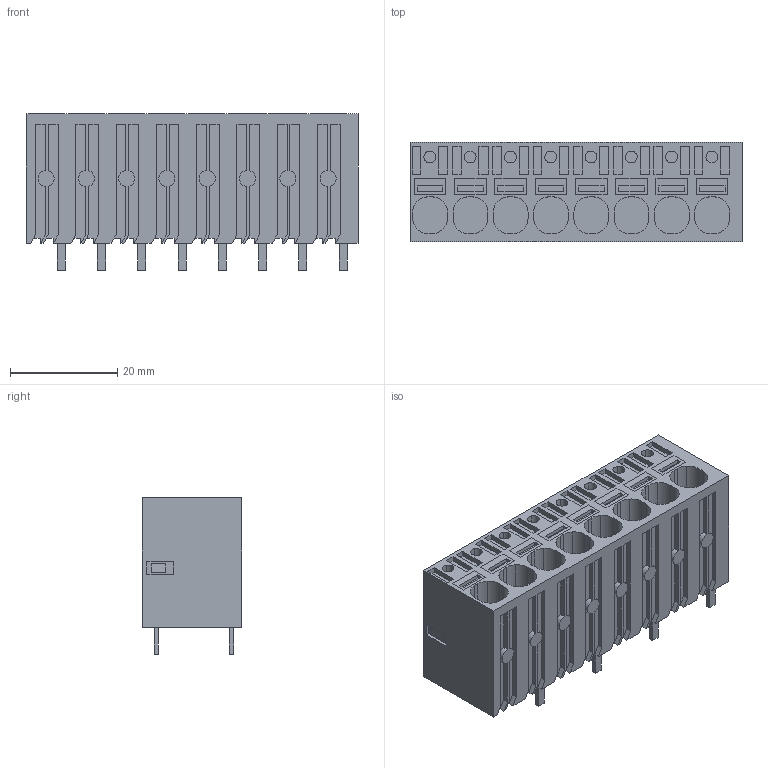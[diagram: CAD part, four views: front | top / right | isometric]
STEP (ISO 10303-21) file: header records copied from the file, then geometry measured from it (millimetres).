
FILE_DESCRIPTION(('CATIA V5 STEP Exchange','CAx-IF Rec.Pracs.--- Model Styling and Organization---1.4--- 2014-01-23'),'2;1');
FILE_NAME ('D1462822_1_2491680000_2491680000.stp','2018-11-19T15:33:42+00:00',('none'),('Weidmueller'),'CATIA Version 5-6 Release 2016 SP3 HF44','CATIA V5 STEP AP214','none');
FILE_SCHEMA(('AUTOMOTIVE_DESIGN { 1 0 10303 214 1 1 1 1 }'));
Length unit declared in the file: millimetre
Products named in the file (1): 2491680000
Bounding box: 61.8 x 18.5 x 29.15 mm (x, y, z)
Volume: 24262.6 mm3; surface area: 10378.1 mm2
Topology: 17 solids, 17 shells, 655 faces, 1695 edges, 1124 vertices
Faces by surface type: plane 559, cylinder 96
Entity records: 19065 total; most frequent: ORIENTED_EDGE 3390, CARTESIAN_POINT 3270, DIRECTION 2561, EDGE_CURVE 1695, VECTOR 1503, LINE 1503, VERTEX_POINT 1124, EDGE_LOOP 705
